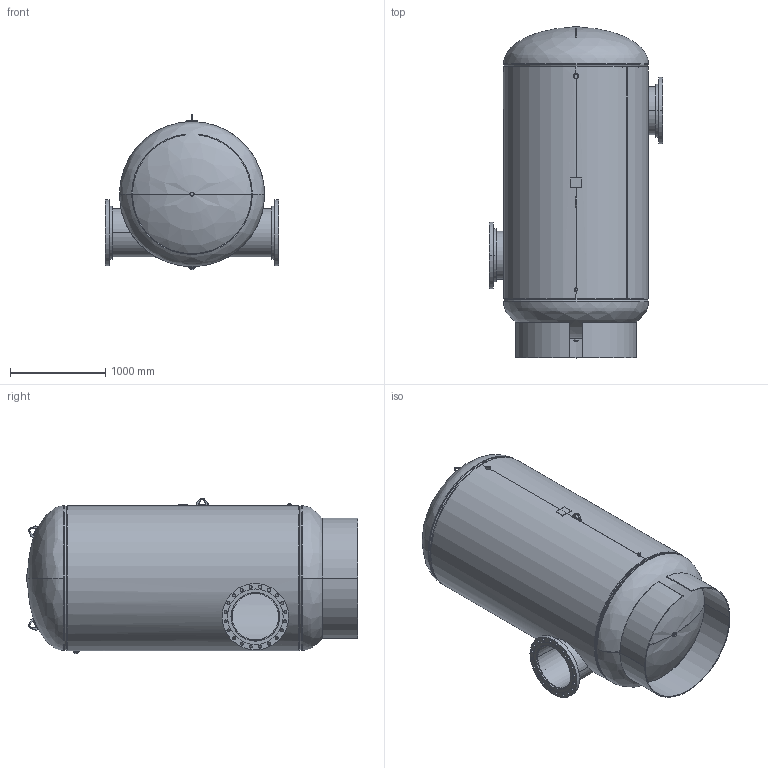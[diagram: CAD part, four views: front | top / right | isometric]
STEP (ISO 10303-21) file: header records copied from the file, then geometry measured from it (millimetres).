
FILE_DESCRIPTION (( 'STEP AP203' ), '1' );
FILE_NAME ('SPA-20.STEP', '2021-03-17T13:56:02', ( '' ), ( '' ), 'SwSTEP 2.0', 'SolidWorks 2021', '' );
FILE_SCHEMA (( 'CONFIG_CONTROL_DESIGN' ));
Length unit declared in the file: inch
Products named in the file (16): PLUGS_9500170; PLUGS_9500150; 9600830_60" VERT; 99Q2409; 9200244; 9500040; 9500050; PLUGS_9500140; 9301190_24; SPA-20; 9461160; 9500070; 05020001; 9500080; 9400542
Assembly tree (19 placements, depth 2):
  SPA-20
    05020001
    9200244
    9200244
    9500040
    9500050
    9500070
    9500080
    PLUGS_9500140
    PLUGS_9500150
    PLUGS_9500170
    9301190_24  x2
    9461160  x2
    9400542  x3
    99Q2409
    9600830_60" VERT
Bounding box: 1828.8 x 3492.92 x 1633.39 mm (x, y, z)
Volume: 194827419.7 mm3; surface area: 41684931.7 mm2
Topology: 21 solids, 21 shells, 503 faces, 1178 edges, 724 vertices
Faces by surface type: cylinder 260, plane 109, torus 76, cone 34, bspline 24
Entity records: 20249 total; most frequent: CARTESIAN_POINT 10844, DIRECTION 1703, ORIENTED_EDGE 1484, EDGE_CURVE 742, AXIS2_PLACEMENT_3D 705, VERTEX_POINT 460, EDGE_LOOP 392, CIRCLE 386
